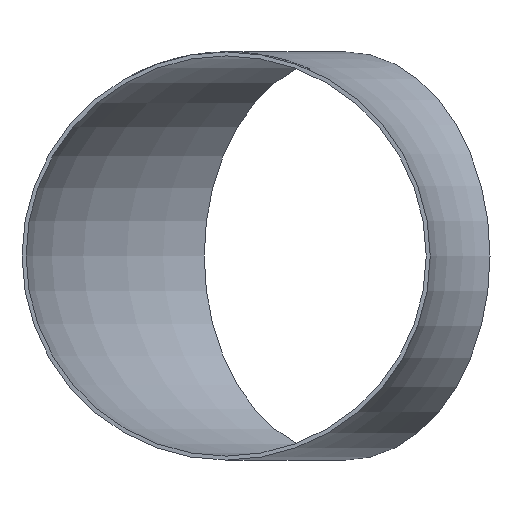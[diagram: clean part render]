
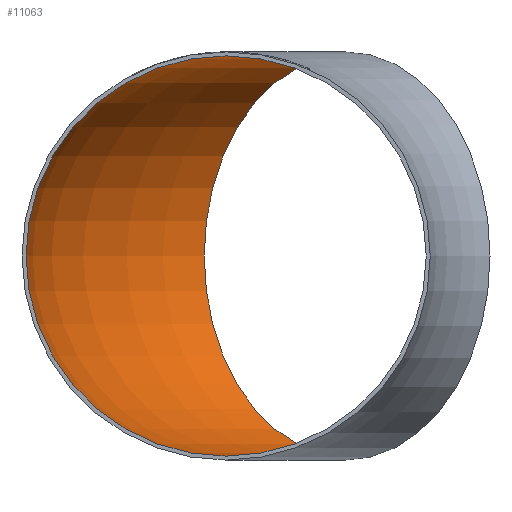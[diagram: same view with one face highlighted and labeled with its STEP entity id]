
A CAD part, front view. The second image highlights one B-rep face of the part: STEP entity #11063.
In plain terms, the highlighted toroidal (fillet/blend) face has major radius 508 mm and minor radius 249 mm.
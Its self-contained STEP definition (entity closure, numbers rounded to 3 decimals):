
#220 = CARTESIAN_POINT ( 'NONE',  ( -508., 0., 0. ) ) ;
#1663 = TOROIDAL_SURFACE ( 'NONE', #23661, 508., 249. ) ;
#3068 = CARTESIAN_POINT ( 'NONE',  ( -535.28, 535.28, 0. ) ) ;
#3682 = CIRCLE ( 'NONE', #31017, 249. ) ;
#4795 = DIRECTION ( 'NONE',  ( 0., 0., -1. ) ) ;
#7923 = DIRECTION ( 'NONE',  ( -1., 0., 0. ) ) ;
#10022 = DIRECTION ( 'NONE',  ( 0., 0., 1. ) ) ;
#11063 = ADVANCED_FACE ( 'NONE', ( #21285, #27546 ), #1663, .F. ) ;
#11276 = EDGE_LOOP ( 'NONE', ( #40786 ) ) ;
#13041 = AXIS2_PLACEMENT_3D ( 'NONE', #220, #25705, #10022 ) ;
#19737 = CARTESIAN_POINT ( 'NONE',  ( -359.21, 359.21, 0. ) ) ;
#21285 = FACE_OUTER_BOUND ( 'NONE', #30805, .T. ) ;
#22443 = DIRECTION ( 'NONE',  ( -0.707, 0.707, 0. ) ) ;
#23661 = AXIS2_PLACEMENT_3D ( 'NONE', #24431, #4795, #7923 ) ;
#24431 = CARTESIAN_POINT ( 'NONE',  ( 0., 0., 0. ) ) ;
#25008 = VERTEX_POINT ( 'NONE', #3068 ) ;
#25705 = DIRECTION ( 'NONE',  ( 0., 1., 0. ) ) ;
#27546 = FACE_OUTER_BOUND ( 'NONE', #11276, .T. ) ;
#30805 = EDGE_LOOP ( 'NONE', ( #32891 ) ) ;
#31017 = AXIS2_PLACEMENT_3D ( 'NONE', #19737, #39100, #22443 ) ;
#31262 = EDGE_CURVE ( 'NONE', #34783, #34783, #35021, .T. ) ;
#32891 = ORIENTED_EDGE ( 'NONE', *, *, #34458, .T. ) ;
#34458 = EDGE_CURVE ( 'NONE', #25008, #25008, #3682, .T. ) ;
#34783 = VERTEX_POINT ( 'NONE', #37898 ) ;
#35021 = CIRCLE ( 'NONE', #13041, 249. ) ;
#37898 = CARTESIAN_POINT ( 'NONE',  ( -508., 0., 249. ) ) ;
#39100 = DIRECTION ( 'NONE',  ( 0.707, 0.707, 0. ) ) ;
#40786 = ORIENTED_EDGE ( 'NONE', *, *, #31262, .F. ) ;
